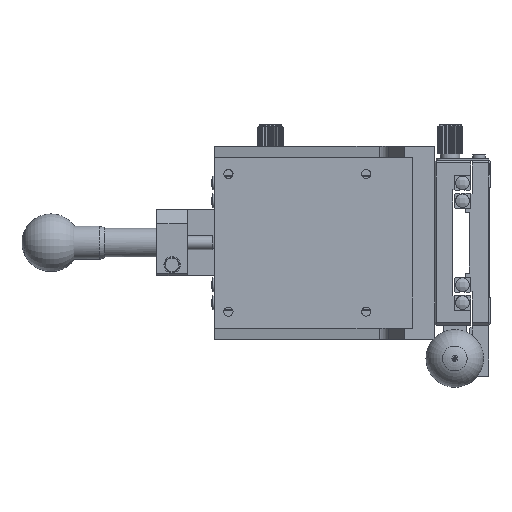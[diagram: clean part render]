
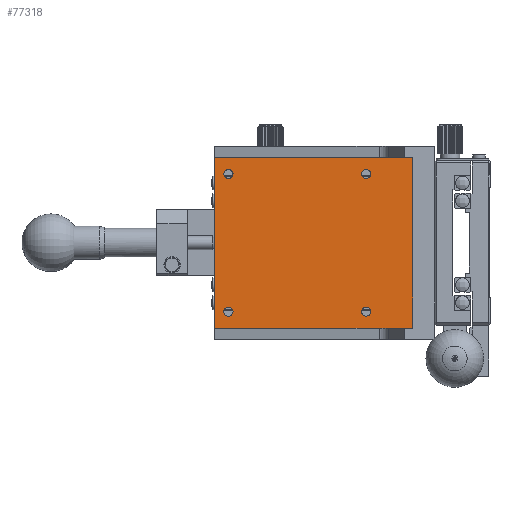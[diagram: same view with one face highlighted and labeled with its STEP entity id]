
A CAD part, left-side view. The second image highlights one B-rep face of the part: STEP entity #77318.
In plain terms, the highlighted planar face has unit normal (-1, 0, 0).
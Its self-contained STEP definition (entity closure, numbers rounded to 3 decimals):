
#198 = CARTESIAN_POINT ( 'NONE',  ( -23., 28., -31. ) ) ;
#3308 = CARTESIAN_POINT ( 'NONE',  ( -23., 20., 0. ) ) ;
#4034 = VECTOR ( 'NONE', #74255, 1000. ) ;
#4382 = ORIENTED_EDGE ( 'NONE', *, *, #57400, .T. ) ;
#7478 = CIRCLE ( 'NONE', #131060, 1.65 ) ;
#8218 = DIRECTION ( 'NONE',  ( 0., 0., 1. ) ) ;
#14003 = DIRECTION ( 'NONE',  ( 0., 1., 0. ) ) ;
#15276 = CIRCLE ( 'NONE', #118333, 1.65 ) ;
#17259 = CARTESIAN_POINT ( 'NONE',  ( -23., 45., -23.35 ) ) ;
#19611 = VECTOR ( 'NONE', #14003, 1000. ) ;
#23575 = VERTEX_POINT ( 'NONE', #77971 ) ;
#24496 = CARTESIAN_POINT ( 'NONE',  ( -23., 95., 25. ) ) ;
#27290 = VERTEX_POINT ( 'NONE', #29904 ) ;
#29904 = CARTESIAN_POINT ( 'NONE',  ( -23., 100., -31. ) ) ;
#35191 = VERTEX_POINT ( 'NONE', #173520 ) ;
#35976 = EDGE_CURVE ( 'NONE', #41768, #129581, #65001, .T. ) ;
#41768 = VERTEX_POINT ( 'NONE', #162265 ) ;
#42778 = VECTOR ( 'NONE', #51222, 1000. ) ;
#43951 = FACE_BOUND ( 'NONE', #83232, .T. ) ;
#44204 = LINE ( 'NONE', #115123, #68492 ) ;
#44864 = FACE_BOUND ( 'NONE', #63407, .T. ) ;
#46424 = EDGE_CURVE ( 'NONE', #46768, #46768, #7478, .T. ) ;
#46462 = CIRCLE ( 'NONE', #96536, 1.65 ) ;
#46768 = VERTEX_POINT ( 'NONE', #17259 ) ;
#47682 = ORIENTED_EDGE ( 'NONE', *, *, #55151, .F. ) ;
#51222 = DIRECTION ( 'NONE',  ( 0., -1., 0. ) ) ;
#52512 = DIRECTION ( 'NONE',  ( 0., 0., 1. ) ) ;
#55151 = EDGE_CURVE ( 'NONE', #129581, #100727, #44204, .T. ) ;
#57400 = EDGE_CURVE ( 'NONE', #41768, #27290, #88121, .T. ) ;
#60929 = ORIENTED_EDGE ( 'NONE', *, *, #65699, .T. ) ;
#63407 = EDGE_LOOP ( 'NONE', ( #115457 ) ) ;
#65001 = LINE ( 'NONE', #77955, #42778 ) ;
#65699 = EDGE_CURVE ( 'NONE', #23575, #23575, #166047, .T. ) ;
#68492 = VECTOR ( 'NONE', #144648, 1000. ) ;
#69608 = AXIS2_PLACEMENT_3D ( 'NONE', #3308, #156430, #103775 ) ;
#74255 = DIRECTION ( 'NONE',  ( 0., 0., -1. ) ) ;
#76006 = EDGE_CURVE ( 'NONE', #100727, #27290, #165294, .T. ) ;
#77318 = ADVANCED_FACE ( 'NONE', ( #88116, #115770, #44864, #43951, #101050 ), #172068, .F. ) ;
#77955 = CARTESIAN_POINT ( 'NONE',  ( -23., 128., 31. ) ) ;
#77971 = CARTESIAN_POINT ( 'NONE',  ( -23., 95., -23.35 ) ) ;
#80757 = ORIENTED_EDGE ( 'NONE', *, *, #76006, .F. ) ;
#82890 = CARTESIAN_POINT ( 'NONE',  ( -23., 100., 35. ) ) ;
#83232 = EDGE_LOOP ( 'NONE', ( #60929 ) ) ;
#83511 = DIRECTION ( 'NONE',  ( 1., 0., 0. ) ) ;
#88116 = FACE_OUTER_BOUND ( 'NONE', #114336, .T. ) ;
#88121 = LINE ( 'NONE', #82890, #4034 ) ;
#90709 = EDGE_CURVE ( 'NONE', #125841, #125841, #46462, .T. ) ;
#92111 = CARTESIAN_POINT ( 'NONE',  ( -23., 95., -25. ) ) ;
#96536 = AXIS2_PLACEMENT_3D ( 'NONE', #126430, #99682, #157808 ) ;
#99682 = DIRECTION ( 'NONE',  ( 1., 0., 0. ) ) ;
#99796 = DIRECTION ( 'NONE',  ( 0., 0., 1. ) ) ;
#100727 = VERTEX_POINT ( 'NONE', #161115 ) ;
#101050 = FACE_BOUND ( 'NONE', #130233, .T. ) ;
#103775 = DIRECTION ( 'NONE',  ( 0., 0., -1. ) ) ;
#113921 = ORIENTED_EDGE ( 'NONE', *, *, #90709, .T. ) ;
#114336 = EDGE_LOOP ( 'NONE', ( #47682, #136314, #4382, #80757 ) ) ;
#115123 = CARTESIAN_POINT ( 'NONE',  ( -23., 28., 0. ) ) ;
#115457 = ORIENTED_EDGE ( 'NONE', *, *, #175143, .T. ) ;
#115770 = FACE_BOUND ( 'NONE', #167488, .T. ) ;
#118333 = AXIS2_PLACEMENT_3D ( 'NONE', #24496, #170812, #99796 ) ;
#125841 = VERTEX_POINT ( 'NONE', #179349 ) ;
#126430 = CARTESIAN_POINT ( 'NONE',  ( -23., 45., 25. ) ) ;
#129581 = VERTEX_POINT ( 'NONE', #145520 ) ;
#130233 = EDGE_LOOP ( 'NONE', ( #113921 ) ) ;
#131060 = AXIS2_PLACEMENT_3D ( 'NONE', #139133, #178804, #52512 ) ;
#136314 = ORIENTED_EDGE ( 'NONE', *, *, #35976, .F. ) ;
#139133 = CARTESIAN_POINT ( 'NONE',  ( -23., 45., -25. ) ) ;
#144648 = DIRECTION ( 'NONE',  ( 0., 0., -1. ) ) ;
#145520 = CARTESIAN_POINT ( 'NONE',  ( -23., 28., 31. ) ) ;
#150830 = ORIENTED_EDGE ( 'NONE', *, *, #46424, .T. ) ;
#156430 = DIRECTION ( 'NONE',  ( 1., 0., 0. ) ) ;
#157808 = DIRECTION ( 'NONE',  ( 0., 0., 1. ) ) ;
#161115 = CARTESIAN_POINT ( 'NONE',  ( -23., 28., -31. ) ) ;
#162265 = CARTESIAN_POINT ( 'NONE',  ( -23., 100., 31. ) ) ;
#163172 = AXIS2_PLACEMENT_3D ( 'NONE', #92111, #83511, #8218 ) ;
#165294 = LINE ( 'NONE', #198, #19611 ) ;
#166047 = CIRCLE ( 'NONE', #163172, 1.65 ) ;
#167488 = EDGE_LOOP ( 'NONE', ( #150830 ) ) ;
#170812 = DIRECTION ( 'NONE',  ( 1., 0., 0. ) ) ;
#172068 = PLANE ( 'NONE',  #69608 ) ;
#173520 = CARTESIAN_POINT ( 'NONE',  ( -23., 95., 26.65 ) ) ;
#175143 = EDGE_CURVE ( 'NONE', #35191, #35191, #15276, .T. ) ;
#178804 = DIRECTION ( 'NONE',  ( 1., 0., 0. ) ) ;
#179349 = CARTESIAN_POINT ( 'NONE',  ( -23., 45., 26.65 ) ) ;
